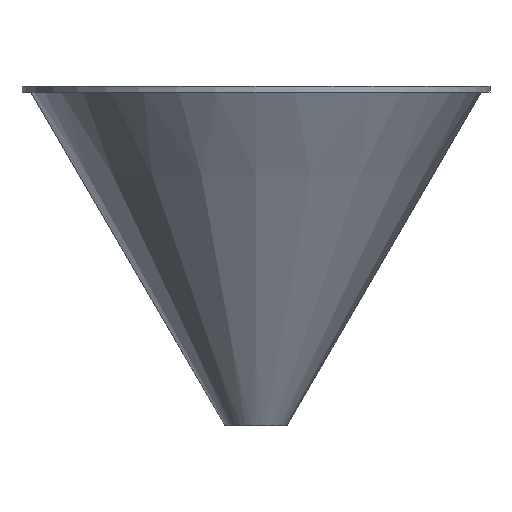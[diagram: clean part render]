
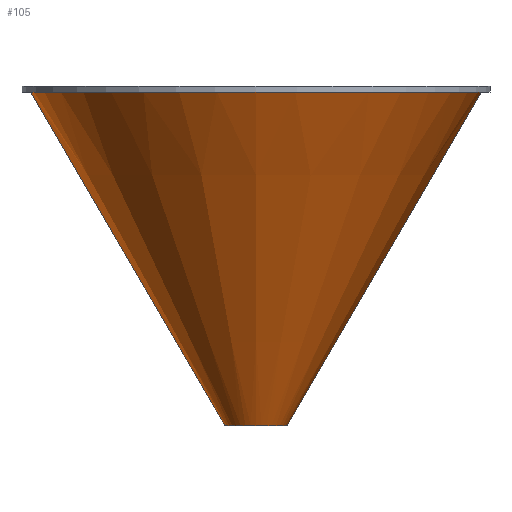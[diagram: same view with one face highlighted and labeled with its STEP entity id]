
A CAD part, front view. The second image highlights one B-rep face of the part: STEP entity #105.
In plain terms, the highlighted conical face has half-angle 30.214 degrees and reference radius 5.575 mm.
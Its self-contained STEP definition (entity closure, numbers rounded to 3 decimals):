
#12 = DIRECTION ( 'NONE',  ( 1., 0., 0. ) ) ;
#13 = AXIS2_PLACEMENT_3D ( 'NONE', #239, #40, #12 ) ;
#17 = DIRECTION ( 'NONE',  ( -1., 0., 0. ) ) ;
#28 = ORIENTED_EDGE ( 'NONE', *, *, #156, .T. ) ;
#40 = DIRECTION ( 'NONE',  ( 0., 0., 1. ) ) ;
#54 = EDGE_CURVE ( 'NONE', #305, #163, #62, .T. ) ;
#62 = LINE ( 'NONE', #293, #98 ) ;
#64 = DIRECTION ( 'NONE',  ( -0.503, 0., 0.864 ) ) ;
#73 = AXIS2_PLACEMENT_3D ( 'NONE', #144, #259, #240 ) ;
#79 = EDGE_LOOP ( 'NONE', ( #284, #309, #233, #28 ) ) ;
#90 = EDGE_CURVE ( 'NONE', #282, #110, #113, .T. ) ;
#98 = VECTOR ( 'NONE', #191, 1000. ) ;
#105 = ADVANCED_FACE ( 'NONE', ( #115 ), #298, .T. ) ;
#110 = VERTEX_POINT ( 'NONE', #146 ) ;
#113 = LINE ( 'NONE', #322, #130 ) ;
#115 = FACE_OUTER_BOUND ( 'NONE', #79, .T. ) ;
#116 = CARTESIAN_POINT ( 'NONE',  ( 40.427, 0., -1.151 ) ) ;
#130 = VECTOR ( 'NONE', #64, 1000. ) ;
#140 = EDGE_CURVE ( 'NONE', #305, #282, #213, .T. ) ;
#144 = CARTESIAN_POINT ( 'NONE',  ( 0., 0., -1.151 ) ) ;
#146 = CARTESIAN_POINT ( 'NONE',  ( -40.427, 0., -1.151 ) ) ;
#151 = CARTESIAN_POINT ( 'NONE',  ( -5.575, 0., -61. ) ) ;
#156 = EDGE_CURVE ( 'NONE', #163, #110, #319, .T. ) ;
#163 = VERTEX_POINT ( 'NONE', #116 ) ;
#175 = CARTESIAN_POINT ( 'NONE',  ( 5.575, 0., -61. ) ) ;
#176 = AXIS2_PLACEMENT_3D ( 'NONE', #235, #321, #17 ) ;
#191 = DIRECTION ( 'NONE',  ( 0.503, 0., 0.864 ) ) ;
#213 = CIRCLE ( 'NONE', #176, 5.575 ) ;
#233 = ORIENTED_EDGE ( 'NONE', *, *, #54, .T. ) ;
#235 = CARTESIAN_POINT ( 'NONE',  ( 0., 0., -61. ) ) ;
#239 = CARTESIAN_POINT ( 'NONE',  ( 0., 0., -61. ) ) ;
#240 = DIRECTION ( 'NONE',  ( -1., 0., 0. ) ) ;
#259 = DIRECTION ( 'NONE',  ( 0., 0., -1. ) ) ;
#282 = VERTEX_POINT ( 'NONE', #151 ) ;
#284 = ORIENTED_EDGE ( 'NONE', *, *, #90, .F. ) ;
#293 = CARTESIAN_POINT ( 'NONE',  ( 5.575, 0., -61. ) ) ;
#298 = CONICAL_SURFACE ( 'NONE', #13, 5.575, 0.527 ) ;
#305 = VERTEX_POINT ( 'NONE', #175 ) ;
#309 = ORIENTED_EDGE ( 'NONE', *, *, #140, .F. ) ;
#319 = CIRCLE ( 'NONE', #73, 40.427 ) ;
#321 = DIRECTION ( 'NONE',  ( 0., 0., -1. ) ) ;
#322 = CARTESIAN_POINT ( 'NONE',  ( -5.575, 0., -61. ) ) ;
